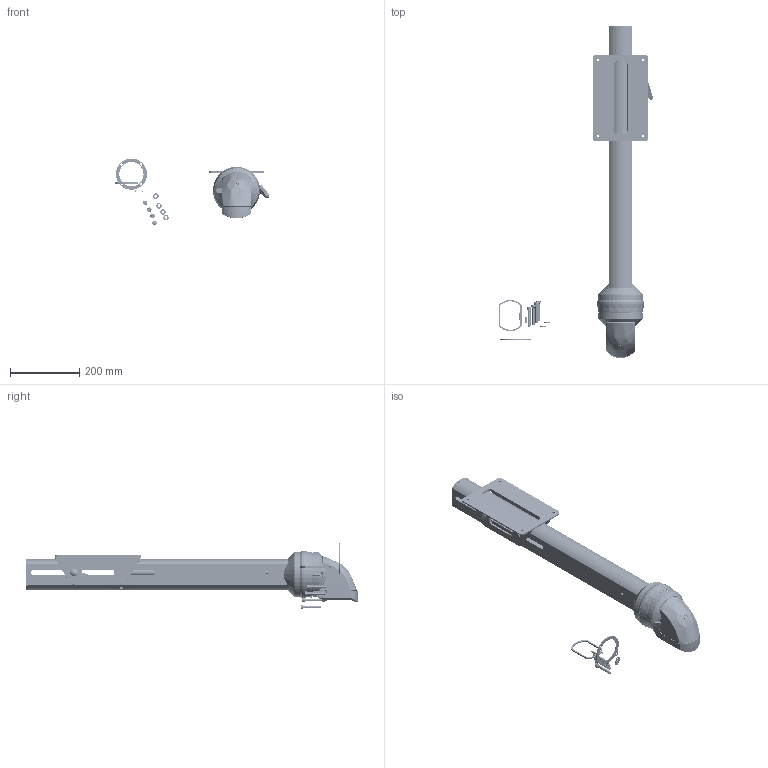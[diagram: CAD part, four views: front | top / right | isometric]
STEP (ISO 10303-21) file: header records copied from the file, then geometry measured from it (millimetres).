
FILE_DESCRIPTION (( 'STEP AP214' ), '1' );
FILE_NAME ('49473003.STEP', '2009-01-08T11:04:06', ( ' ' ), ( '' ), 'SwSTEP 2.0', 'SolidWorks 2008', '' );
FILE_SCHEMA (( 'AUTOMOTIVE_DESIGN' ));
Length unit declared in the file: millimetre
Products named in the file (54): 41778_Standard; 93636_Standard; 93164_Standard; 84345_Standard; 84344_Standard; 84343_Standard; 41779_Standard; 86013_Standard; 12004_Standard; 93249_Standard; 12047_Standard; 82996_Dichtung eingebaut; 95975_Standard; 93679_Standard; 95973_Standard; 95974_Standard; 84350_Standard; 51877_Standard; 95972-3 Seitenplatte (2)_Standard; 95972-2 Seitenplatte (1)_Standard; 93657_Standard; 93682_Standard; 93659_Standard; 95186_Standard; 95972_Standard; 93672_Standard; 95972-1 Liftplatte_Standard; 83047_Standard; 93027_Standard; 12885_Standard; 12809_Standard; 93676_Standard; 11055_Standard; 51876_Standard; 83019_Standard; 93152_Standard; 82398_Standard; 83266_Standard; 82397_Standard; 52309_Beipack lose in 49473002  ...
Assembly tree (110 placements, depth 3):
  49473003
    51877_Standard
      95186_Standard
    93636_Standard  x4
    83019_Standard  x8
    83047_Standard  x2
    93657_Standard  x2
    93676_Standard  x8
    93249_Standard  x4
    83061_Standard  x2
    83056_Standard  x4
    93027_Standard  x7
    93672_Standard  x9
    93682_Standard
    40103_eingebaut in 49473002
    84046_Standard
    82996_Dichtung eingebaut
    84343_Standard
    95973_Standard  x2
    12047_Standard
    51876_Standard
      11055_Standard
    82398_Standard
    93679_Standard  x4
    41778_Standard
    12056_Standard
      12053_Standard
      86013_Standard  x4
    52309_Beipack lose in 49473002 
      93152_Standard  x4
      83019_Standard  x4
      82398_Standard
      83266_Standard  x2
      82397_Standard
    93164_Standard
    94999_Standard
    92446_Standard
    94969_Standard
    95975_Standard
    51878_Standard
      11055_Standard
    95974_Standard  x2
    41779_Standard
    84351_Standard
    84350_Standard
    95972_Standard
      95972-2 Seitenplatte (1)_Standard
      95972-1 Liftplatte_Standard
      95972-3 Seitenplatte (2)_Standard
    84345_Standard
    92522_Standard
    12004_Standard
    93659_Standard
    12885_Standard
      12809_Standard
    84344_Standard
Bounding box: 444.24 x 958.5 x 192.98 mm (x, y, z)
Volume: 3277089.5 mm3; surface area: 1188780.5 mm2
Topology: 104 solids, 104 shells, 5144 faces, 12088 edges, 7286 vertices
Faces by surface type: plane 1724, cylinder 1310, bspline 780, torus 640, cone 634, sphere 56
Entity records: 152736 total; most frequent: CARTESIAN_POINT 58612, ORIENTED_EDGE 18090, DIRECTION 16781, EDGE_CURVE 9045, AXIS2_PLACEMENT_3D 6440, VERTEX_POINT 5580, EDGE_LOOP 4135, VECTOR 3901
